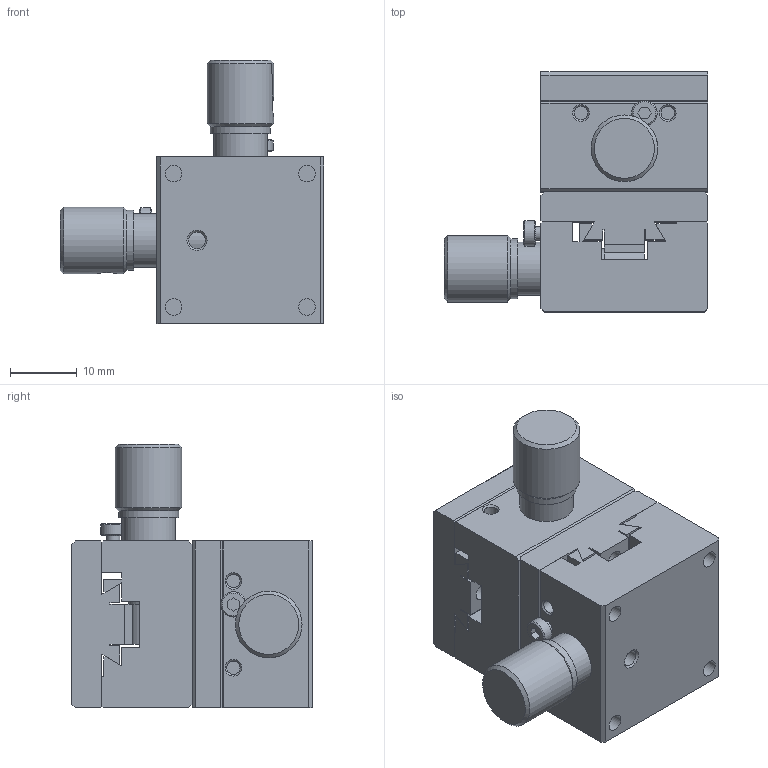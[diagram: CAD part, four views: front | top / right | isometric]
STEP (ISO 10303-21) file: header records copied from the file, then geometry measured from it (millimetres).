
FILE_DESCRIPTION (( 'STEP AP203' ), '1' );
FILE_NAME ('528831.STEP', '2024-10-16T02:18:06', ( 'Windows User' ), ( 'P R C' ), 'SwSTEP 2.0', 'SolidWorks 2020', '' );
FILE_SCHEMA (( 'CONFIG_CONTROL_DESIGN' ));
Length unit declared in the file: millimetre
Products named in the file (1): 528831
Bounding box: 39.5 x 36 x 39.5 mm (x, y, z)
Surface area: 14252.9 mm2 (no closed solid volume)
Topology: 0 solids, 8 shells, 274 faces, 650 edges, 428 vertices
Faces by surface type: plane 168, cylinder 64, cone 42
Full cylindrical faces by diameter (mm): 1.567 x14, 2 x2, 2.013 x8, 2.459 x4, 2.5 x8, 2.6 x4, 3.8 x2, 4.2 x8, 5.996 x2, 6.647 x2, 6.826 x2, 6.996 x2, 7.996 x2, 8.996 x2, 9.988 x2
Entity records: 8318 total; most frequent: CARTESIAN_POINT 2339, DIRECTION 1218, ORIENTED_EDGE 1020, EDGE_CURVE 512, EDGE_LOOP 452, AXIS2_PLACEMENT_3D 437, VERTEX_POINT 396, VECTOR 344
